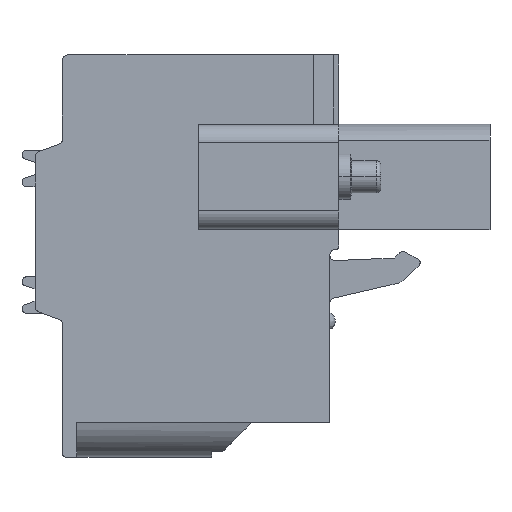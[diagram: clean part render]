
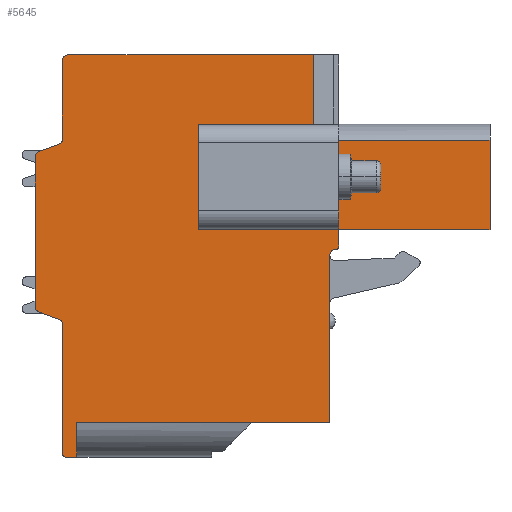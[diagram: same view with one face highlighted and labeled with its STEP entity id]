
A CAD part, front view. The second image highlights one B-rep face of the part: STEP entity #5645.
In plain terms, the highlighted planar face has unit normal (0, -1, 0).
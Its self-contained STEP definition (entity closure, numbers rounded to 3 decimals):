
#710=DIRECTION('',(-1.,0.,0.));
#711=VECTOR('',#710,8.3);
#712=CARTESIAN_POINT('',(12.481,-15.14,6.775));
#713=LINE('',#712,#711);
#714=DIRECTION('',(0.,0.,-1.));
#715=VECTOR('',#714,4.9);
#716=CARTESIAN_POINT('',(12.481,-15.14,6.775));
#717=LINE('',#716,#715);
#718=DIRECTION('',(-1.,0.,0.));
#719=VECTOR('',#718,8.3);
#720=CARTESIAN_POINT('',(12.481,-15.14,1.875));
#721=LINE('',#720,#719);
#722=DIRECTION('',(0.,0.,-1.));
#723=VECTOR('',#722,0.901);
#724=CARTESIAN_POINT('',(4.181,-15.14,1.875));
#725=LINE('',#724,#723);
#726=CARTESIAN_POINT('',(3.981,-15.14,0.974));
#727=DIRECTION('',(0.,1.,0.));
#728=DIRECTION('',(1.,0.,0.));
#729=AXIS2_PLACEMENT_3D('',#726,#727,#728);
#731=CARTESIAN_POINT('',(3.981,-15.14,0.474));
#732=DIRECTION('',(0.,-1.,0.));
#733=DIRECTION('',(0.,0.,1.));
#734=AXIS2_PLACEMENT_3D('',#731,#732,#733);
#736=DIRECTION('',(-1.,0.,0.));
#737=VECTOR('',#736,13.9);
#738=CARTESIAN_POINT('',(3.681,-15.14,-8.725));
#739=LINE('',#738,#737);
#740=DIRECTION('',(0.,0.,-1.));
#741=VECTOR('',#740,1.9);
#742=CARTESIAN_POINT('',(-10.219,-15.14,-8.725));
#743=LINE('',#742,#741);
#744=DIRECTION('',(-1.,0.,0.));
#745=VECTOR('',#744,0.6);
#746=CARTESIAN_POINT('',(-10.219,-15.14,-10.625));
#747=LINE('',#746,#745);
#748=CARTESIAN_POINT('',(-10.819,-15.14,-10.425));
#749=DIRECTION('',(0.,1.,0.));
#750=DIRECTION('',(0.,0.,-1.));
#751=AXIS2_PLACEMENT_3D('',#748,#749,#750);
#753=DIRECTION('',(0.,0.,1.));
#754=VECTOR('',#753,7.095);
#755=CARTESIAN_POINT('',(-11.019,-15.14,-10.425));
#756=LINE('',#755,#754);
#757=CARTESIAN_POINT('',(-11.319,-15.14,-3.33));
#758=DIRECTION('',(0.,-1.,0.));
#759=DIRECTION('',(1.,0.,0.));
#760=AXIS2_PLACEMENT_3D('',#757,#758,#759);
#762=DIRECTION('',(-0.94,0.,0.342));
#763=VECTOR('',#762,1.176);
#764=CARTESIAN_POINT('',(-11.216,-15.14,-3.048));
#765=LINE('',#764,#763);
#766=CARTESIAN_POINT('',(-12.219,-15.14,-2.364));
#767=DIRECTION('',(0.,1.,0.));
#768=DIRECTION('',(-0.342,0.,-0.94));
#769=AXIS2_PLACEMENT_3D('',#766,#767,#768);
#771=DIRECTION('',(0.,0.,1.));
#772=VECTOR('',#771,8.238);
#773=CARTESIAN_POINT('',(-12.519,-15.14,-2.364));
#774=LINE('',#773,#772);
#775=CARTESIAN_POINT('',(-12.219,-15.14,5.874));
#776=DIRECTION('',(0.,1.,0.));
#777=DIRECTION('',(-1.,0.,0.));
#778=AXIS2_PLACEMENT_3D('',#775,#776,#777);
#780=DIRECTION('',(0.94,0.,0.342));
#781=VECTOR('',#780,1.176);
#782=CARTESIAN_POINT('',(-12.321,-15.14,6.156));
#783=LINE('',#782,#781);
#784=CARTESIAN_POINT('',(-11.319,-15.14,6.84));
#785=DIRECTION('',(0.,-1.,0.));
#786=DIRECTION('',(0.342,0.,-0.94));
#787=AXIS2_PLACEMENT_3D('',#784,#785,#786);
#789=DIRECTION('',(0.,0.,1.));
#790=VECTOR('',#789,4.335);
#791=CARTESIAN_POINT('',(-11.019,-15.14,6.84));
#792=LINE('',#791,#790);
#793=CARTESIAN_POINT('',(-10.719,-15.14,11.175));
#794=DIRECTION('',(0.,1.,0.));
#795=DIRECTION('',(-1.,0.,0.));
#796=AXIS2_PLACEMENT_3D('',#793,#794,#795);
#798=DIRECTION('',(1.,0.,0.));
#799=VECTOR('',#798,13.5);
#800=CARTESIAN_POINT('',(-10.719,-15.14,11.475));
#801=LINE('',#800,#799);
#802=DIRECTION('',(0.,0.,-1.));
#803=VECTOR('',#802,3.825);
#804=CARTESIAN_POINT('',(2.781,-15.14,11.475));
#805=LINE('',#804,#803);
#806=DIRECTION('',(1.,0.,0.));
#807=VECTOR('',#806,6.3);
#808=CARTESIAN_POINT('',(-3.519,-15.14,7.65));
#809=LINE('',#808,#807);
#810=DIRECTION('',(0.,0.,1.));
#811=VECTOR('',#810,5.75);
#812=CARTESIAN_POINT('',(-3.519,-15.14,1.9));
#813=LINE('',#812,#811);
#814=DIRECTION('',(-1.,0.,0.));
#815=VECTOR('',#814,6.3);
#816=CARTESIAN_POINT('',(2.781,-15.14,1.9));
#817=LINE('',#816,#815);
#818=DIRECTION('',(-1.,0.,0.));
#819=VECTOR('',#818,1.4);
#820=CARTESIAN_POINT('',(4.181,-15.14,1.9));
#821=LINE('',#820,#819);
#822=DIRECTION('',(0.,0.,-1.));
#823=VECTOR('',#822,4.875);
#824=CARTESIAN_POINT('',(4.181,-15.14,6.775));
#825=LINE('',#824,#823);
#1040=DIRECTION('',(0.,0.,1.));
#1041=VECTOR('',#1040,9.199);
#1042=CARTESIAN_POINT('',(3.681,-15.14,-8.725));
#1043=LINE('',#1042,#1041);
#3608=CARTESIAN_POINT('',(-12.519,-15.14,-2.364));
#3609=CARTESIAN_POINT('',(-12.519,-15.14,5.874));
#3610=VERTEX_POINT('',#3608);
#3611=VERTEX_POINT('',#3609);
#3612=CARTESIAN_POINT('',(-12.321,-15.14,6.156));
#3613=VERTEX_POINT('',#3612);
#3614=CARTESIAN_POINT('',(-11.216,-15.14,6.558));
#3615=VERTEX_POINT('',#3614);
#3616=CARTESIAN_POINT('',(-11.019,-15.14,6.84));
#3617=VERTEX_POINT('',#3616);
#3618=CARTESIAN_POINT('',(-11.019,-15.14,11.175));
#3619=VERTEX_POINT('',#3618);
#3620=CARTESIAN_POINT('',(-10.719,-15.14,11.475));
#3621=VERTEX_POINT('',#3620);
#3622=CARTESIAN_POINT('',(3.681,-15.14,-8.725));
#3623=CARTESIAN_POINT('',(-10.219,-15.14,-8.725));
#3624=VERTEX_POINT('',#3622);
#3625=VERTEX_POINT('',#3623);
#3626=CARTESIAN_POINT('',(-10.219,-15.14,-10.625));
#3627=VERTEX_POINT('',#3626);
#3628=CARTESIAN_POINT('',(-10.819,-15.14,-10.625));
#3629=VERTEX_POINT('',#3628);
#3630=CARTESIAN_POINT('',(-11.019,-15.14,-10.425));
#3631=VERTEX_POINT('',#3630);
#3632=CARTESIAN_POINT('',(-11.019,-15.14,-3.33));
#3633=VERTEX_POINT('',#3632);
#3634=CARTESIAN_POINT('',(-11.216,-15.14,-3.048));
#3635=VERTEX_POINT('',#3634);
#3636=CARTESIAN_POINT('',(-12.321,-15.14,-2.646));
#3637=VERTEX_POINT('',#3636);
#3648=CARTESIAN_POINT('',(4.181,-15.14,0.974));
#3649=CARTESIAN_POINT('',(3.981,-15.14,0.774));
#3650=VERTEX_POINT('',#3648);
#3651=VERTEX_POINT('',#3649);
#3652=CARTESIAN_POINT('',(4.181,-15.14,1.875));
#3653=VERTEX_POINT('',#3652);
#3654=CARTESIAN_POINT('',(3.681,-15.14,0.474));
#3655=VERTEX_POINT('',#3654);
#3656=CARTESIAN_POINT('',(12.481,-15.14,1.875));
#3657=VERTEX_POINT('',#3656);
#4182=CARTESIAN_POINT('',(12.481,-15.14,6.775));
#4184=VERTEX_POINT('',#4182);
#4486=CARTESIAN_POINT('',(-3.519,-15.14,1.9));
#4487=CARTESIAN_POINT('',(-3.519,-15.14,7.65));
#4488=VERTEX_POINT('',#4486);
#4489=VERTEX_POINT('',#4487);
#4500=CARTESIAN_POINT('',(2.781,-15.14,1.9));
#4501=CARTESIAN_POINT('',(2.781,-15.14,7.65));
#4502=VERTEX_POINT('',#4500);
#4503=VERTEX_POINT('',#4501);
#4646=CARTESIAN_POINT('',(2.781,-15.14,11.475));
#4647=VERTEX_POINT('',#4646);
#4649=CARTESIAN_POINT('',(4.181,-15.14,6.775));
#4651=VERTEX_POINT('',#4649);
#4654=CARTESIAN_POINT('',(4.181,-15.14,1.9));
#4655=VERTEX_POINT('',#4654);
#5587=CARTESIAN_POINT('',(0.,-15.14,0.));
#5588=DIRECTION('',(0.,1.,0.));
#5589=DIRECTION('',(1.,0.,0.));
#5590=AXIS2_PLACEMENT_3D('',#5587,#5588,#5589);
#5591=PLANE('',#5590);
#5593=ORIENTED_EDGE('',*,*,#5592,.F.);
#5594=ORIENTED_EDGE('',*,*,#4834,.T.);
#5596=ORIENTED_EDGE('',*,*,#5595,.T.);
#5598=ORIENTED_EDGE('',*,*,#5597,.T.);
#5600=ORIENTED_EDGE('',*,*,#5599,.T.);
#5602=ORIENTED_EDGE('',*,*,#5601,.T.);
#5604=ORIENTED_EDGE('',*,*,#5603,.F.);
#5606=ORIENTED_EDGE('',*,*,#5605,.T.);
#5608=ORIENTED_EDGE('',*,*,#5607,.T.);
#5610=ORIENTED_EDGE('',*,*,#5609,.T.);
#5612=ORIENTED_EDGE('',*,*,#5611,.T.);
#5614=ORIENTED_EDGE('',*,*,#5613,.T.);
#5616=ORIENTED_EDGE('',*,*,#5615,.T.);
#5618=ORIENTED_EDGE('',*,*,#5617,.T.);
#5620=ORIENTED_EDGE('',*,*,#5619,.T.);
#5622=ORIENTED_EDGE('',*,*,#5621,.T.);
#5624=ORIENTED_EDGE('',*,*,#5623,.T.);
#5626=ORIENTED_EDGE('',*,*,#5625,.T.);
#5628=ORIENTED_EDGE('',*,*,#5627,.T.);
#5630=ORIENTED_EDGE('',*,*,#5629,.T.);
#5632=ORIENTED_EDGE('',*,*,#5631,.T.);
#5633=ORIENTED_EDGE('',*,*,#5553,.T.);
#5634=ORIENTED_EDGE('',*,*,#5063,.T.);
#5636=ORIENTED_EDGE('',*,*,#5635,.F.);
#5638=ORIENTED_EDGE('',*,*,#5637,.F.);
#5640=ORIENTED_EDGE('',*,*,#5639,.F.);
#5641=ORIENTED_EDGE('',*,*,#5051,.F.);
#5642=ORIENTED_EDGE('',*,*,#5034,.F.);
#5643=EDGE_LOOP('',(#5593,#5594,#5596,#5598,#5600,#5602,#5604,#5606,#5608,#5610,
#5612,#5614,#5616,#5618,#5620,#5622,#5624,#5626,#5628,#5630,#5632,#5633,#5634,
#5636,#5638,#5640,#5641,#5642));
#5644=FACE_OUTER_BOUND('',#5643,.F.);
#5645=ADVANCED_FACE('',(#5644),#5591,.F.);
#730=CIRCLE('',#729,0.2);
#735=CIRCLE('',#734,0.3);
#752=CIRCLE('',#751,0.2);
#761=CIRCLE('',#760,0.3);
#770=CIRCLE('',#769,0.3);
#779=CIRCLE('',#778,0.3);
#788=CIRCLE('',#787,0.3);
#797=CIRCLE('',#796,0.3);
#4834=EDGE_CURVE('',#4184,#3657,#717,.T.);
#5034=EDGE_CURVE('',#4651,#4655,#825,.T.);
#5051=EDGE_CURVE('',#4655,#4502,#821,.T.);
#5063=EDGE_CURVE('',#4647,#4503,#805,.T.);
#5553=EDGE_CURVE('',#3621,#4647,#801,.T.);
#5592=EDGE_CURVE('',#4184,#4651,#713,.T.);
#5595=EDGE_CURVE('',#3657,#3653,#721,.T.);
#5597=EDGE_CURVE('',#3653,#3650,#725,.T.);
#5599=EDGE_CURVE('',#3650,#3651,#730,.T.);
#5601=EDGE_CURVE('',#3651,#3655,#735,.T.);
#5603=EDGE_CURVE('',#3624,#3655,#1043,.T.);
#5605=EDGE_CURVE('',#3624,#3625,#739,.T.);
#5607=EDGE_CURVE('',#3625,#3627,#743,.T.);
#5609=EDGE_CURVE('',#3627,#3629,#747,.T.);
#5611=EDGE_CURVE('',#3629,#3631,#752,.T.);
#5613=EDGE_CURVE('',#3631,#3633,#756,.T.);
#5615=EDGE_CURVE('',#3633,#3635,#761,.T.);
#5617=EDGE_CURVE('',#3635,#3637,#765,.T.);
#5619=EDGE_CURVE('',#3637,#3610,#770,.T.);
#5621=EDGE_CURVE('',#3610,#3611,#774,.T.);
#5623=EDGE_CURVE('',#3611,#3613,#779,.T.);
#5625=EDGE_CURVE('',#3613,#3615,#783,.T.);
#5627=EDGE_CURVE('',#3615,#3617,#788,.T.);
#5629=EDGE_CURVE('',#3617,#3619,#792,.T.);
#5631=EDGE_CURVE('',#3619,#3621,#797,.T.);
#5635=EDGE_CURVE('',#4489,#4503,#809,.T.);
#5637=EDGE_CURVE('',#4488,#4489,#813,.T.);
#5639=EDGE_CURVE('',#4502,#4488,#817,.T.);
